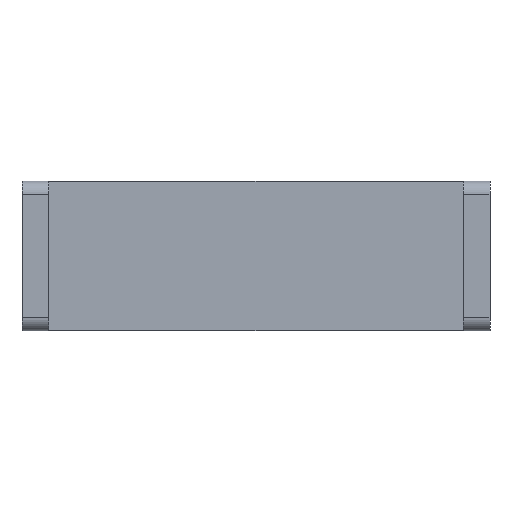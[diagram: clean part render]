
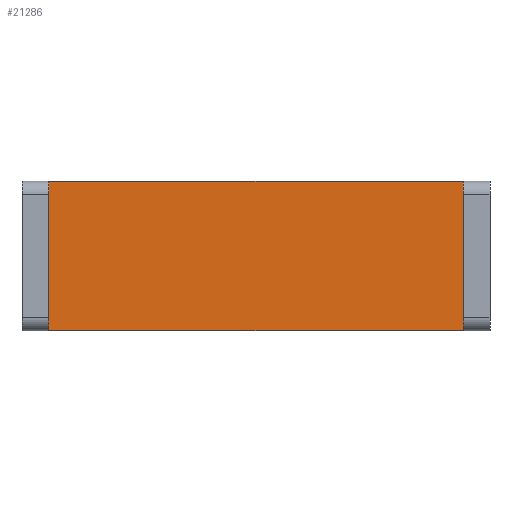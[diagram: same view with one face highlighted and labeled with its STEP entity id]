
A CAD part, front view. The second image highlights one B-rep face of the part: STEP entity #21286.
In plain terms, the highlighted planar face has unit normal (0, -1, 0).
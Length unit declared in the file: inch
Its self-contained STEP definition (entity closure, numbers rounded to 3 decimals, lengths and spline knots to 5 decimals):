
#1650 = CARTESIAN_POINT ( 'NONE',  ( -1.22047, -0.17717, -0.44094 ) ) ;
#2254 = CARTESIAN_POINT ( 'NONE',  ( -1.22047, -0.17717, 0.44094 ) ) ;
#2416 = EDGE_CURVE ( 'NONE', #18295, #25577, #5960, .T. ) ;
#2555 = LINE ( 'NONE', #27981, #26273 ) ;
#2570 = LINE ( 'NONE', #22265, #25040 ) ;
#2665 = VECTOR ( 'NONE', #8370, 39.37008 ) ;
#3458 = FACE_OUTER_BOUND ( 'NONE', #18420, .T. ) ;
#4090 = CARTESIAN_POINT ( 'NONE',  ( -1.37795, -0.17717, -0.44094 ) ) ;
#4364 = DIRECTION ( 'NONE',  ( 1., 0., 0. ) ) ;
#4785 = VECTOR ( 'NONE', #4364, 39.37008 ) ;
#4892 = VERTEX_POINT ( 'NONE', #1650 ) ;
#5210 = ORIENTED_EDGE ( 'NONE', *, *, #2416, .F. ) ;
#5465 = PLANE ( 'NONE',  #10707 ) ;
#5960 = LINE ( 'NONE', #6514, #2665 ) ;
#6514 = CARTESIAN_POINT ( 'NONE',  ( -1.37795, -0.17717, 0.44094 ) ) ;
#6646 = EDGE_CURVE ( 'NONE', #4892, #13414, #25780, .T. ) ;
#8370 = DIRECTION ( 'NONE',  ( 1., 0., 0. ) ) ;
#8573 = EDGE_CURVE ( 'NONE', #13414, #25577, #2555, .T. ) ;
#9367 = ORIENTED_EDGE ( 'NONE', *, *, #6646, .T. ) ;
#10707 = AXIS2_PLACEMENT_3D ( 'NONE', #16727, #20710, #14179 ) ;
#12310 = CARTESIAN_POINT ( 'NONE',  ( 1.22047, -0.17717, -0.44094 ) ) ;
#13137 = ORIENTED_EDGE ( 'NONE', *, *, #8573, .T. ) ;
#13414 = VERTEX_POINT ( 'NONE', #12310 ) ;
#14179 = DIRECTION ( 'NONE',  ( 1., 0., 0. ) ) ;
#14899 = ORIENTED_EDGE ( 'NONE', *, *, #19348, .F. ) ;
#16727 = CARTESIAN_POINT ( 'NONE',  ( -1.37795, -0.17717, 0.44094 ) ) ;
#17129 = DIRECTION ( 'NONE',  ( 0., 0., 1. ) ) ;
#18295 = VERTEX_POINT ( 'NONE', #2254 ) ;
#18420 = EDGE_LOOP ( 'NONE', ( #14899, #9367, #13137, #5210 ) ) ;
#19348 = EDGE_CURVE ( 'NONE', #4892, #18295, #2570, .T. ) ;
#20710 = DIRECTION ( 'NONE',  ( 0., 1., 0. ) ) ;
#21286 = ADVANCED_FACE ( 'NONE', ( #3458 ), #5465, .F. ) ;
#21922 = CARTESIAN_POINT ( 'NONE',  ( 1.22047, -0.17717, 0.44094 ) ) ;
#22265 = CARTESIAN_POINT ( 'NONE',  ( -1.22047, -0.17717, 0. ) ) ;
#22408 = DIRECTION ( 'NONE',  ( 0., 0., 1. ) ) ;
#25040 = VECTOR ( 'NONE', #22408, 39.37008 ) ;
#25577 = VERTEX_POINT ( 'NONE', #21922 ) ;
#25780 = LINE ( 'NONE', #4090, #4785 ) ;
#26273 = VECTOR ( 'NONE', #17129, 39.37008 ) ;
#27981 = CARTESIAN_POINT ( 'NONE',  ( 1.22047, -0.17717, 0.44094 ) ) ;
